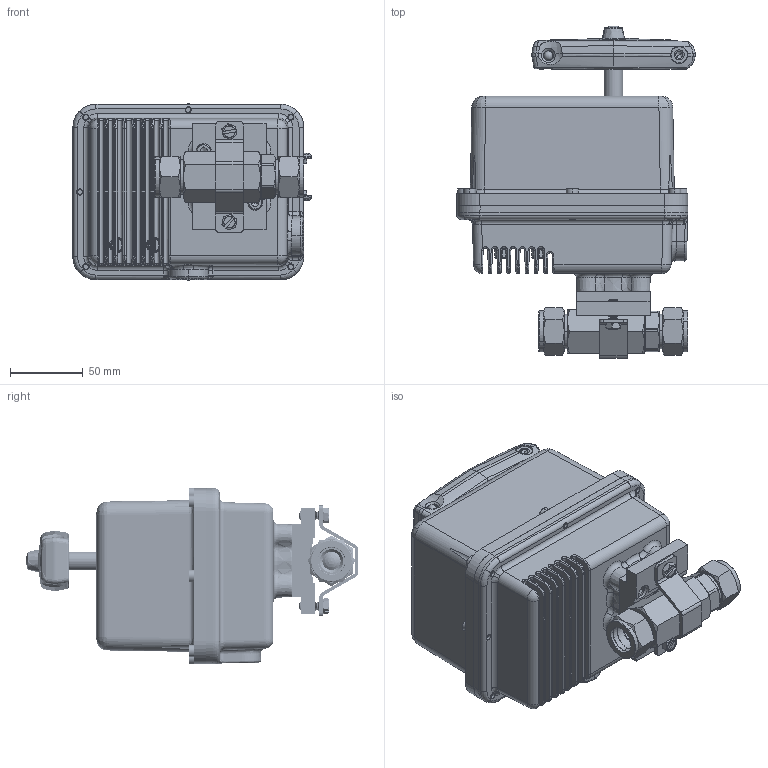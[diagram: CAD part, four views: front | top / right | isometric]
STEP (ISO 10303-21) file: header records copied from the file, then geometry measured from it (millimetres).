
FILE_DESCRIPTION (( 'STEP AP203' ), '1' );
FILE_NAME ('8205XXC12600.step', '2018-03-12T15:32:42', ( '' ), ( '' ), 'SwSTEP 2.0', 'SolidWorks 2017', '' );
FILE_SCHEMA (( 'CONFIG_CONTROL_DESIGN' ));
Products named in the file (1): 8205XXC12600
Bounding box: 163.85 x 228.24 x 121.31 mm (x, y, z)
Volume: 670283.3 mm3; surface area: 302602.4 mm2
Topology: 39 solids, 39 shells, 3465 faces, 8354 edges, 4997 vertices
Faces by surface type: cone 1046, plane 878, cylinder 837, bspline 511, torus 143, sphere 50
Entity records: 156311 total; most frequent: CARTESIAN_POINT 80350, ORIENTED_EDGE 16558, DIRECTION 15142, EDGE_CURVE 8279, AXIS2_PLACEMENT_3D 5811, VERTEX_POINT 4988, EDGE_LOOP 3671, VECTOR 3520
